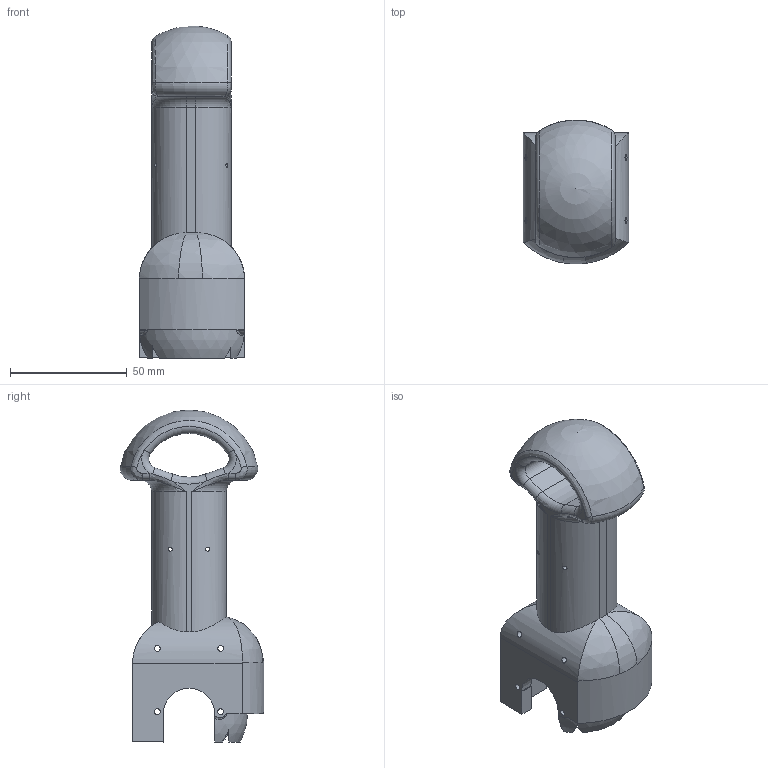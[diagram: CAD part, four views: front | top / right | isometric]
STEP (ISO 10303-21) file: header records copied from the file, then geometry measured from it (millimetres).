
FILE_DESCRIPTION(/* description */ (''),/* implementation_level */ '2;1');
FILE_NAME(/* name */ 'KNEE_PITCH.stp',/* time_stamp */ '2017-08-21T11:39:28+09:00',/* author */ (''),/* organization */ (''),/* preprocessor_version */ 'ST-DEVELOPER v16.13',/* originating_system */ 'Autodesk Translation Framework v6.1.1.50',/* authorisation */ '');
FILE_SCHEMA (('AUTOMOTIVE_DESIGN { 1 0 10303 214 3 1 1 }'));
Length unit declared in the file: millimetre
Products named in the file (1): KNEE_PITCH
Bounding box: 45.04 x 61.4 x 142 mm (x, y, z)
Volume: 131804.1 mm3; surface area: 30605.5 mm2
Topology: 1 solids, 1 shells, 106 faces, 302 edges, 190 vertices
Faces by surface type: cylinder 38, plane 37, torus 16, bspline 13, sphere 2
Full cylindrical faces by diameter (mm): 1.7 x2, 2.5 x8
Entity records: 5062 total; most frequent: CARTESIAN_POINT 2422, ORIENTED_EDGE 552, DIRECTION 522, EDGE_CURVE 276, AXIS2_PLACEMENT_3D 206, VERTEX_POINT 179, EDGE_LOOP 137, LINE 110
